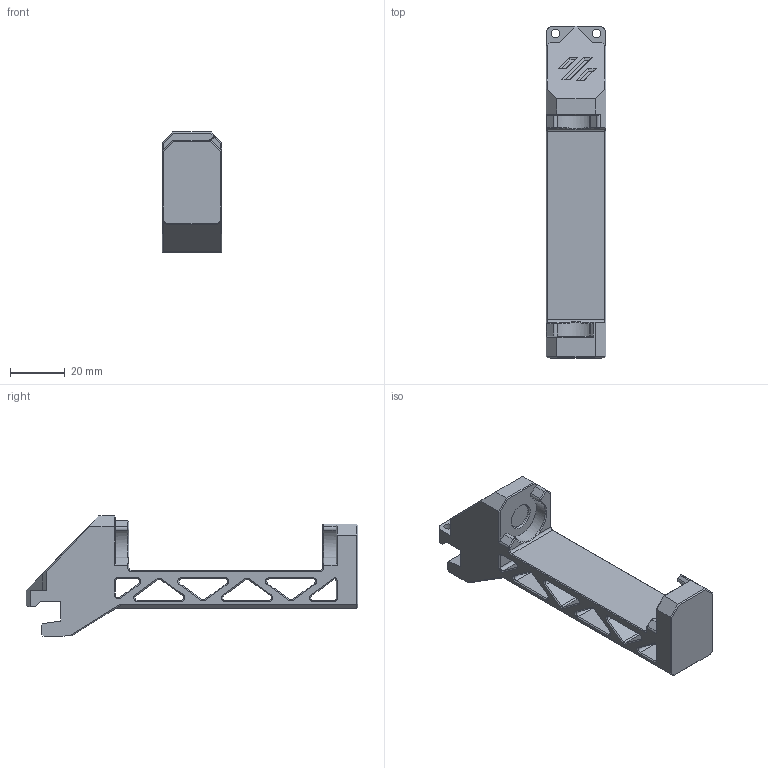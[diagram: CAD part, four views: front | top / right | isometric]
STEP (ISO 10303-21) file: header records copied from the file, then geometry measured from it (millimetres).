
FILE_DESCRIPTION(/* description */ ('STEP AP242','CAx-IF Rec.Pracs.---Representation and Presentation of Product Manufacturing Information (PMI)---4.0---2014-10-13','CAx-IF Rec.Pracs.---3D Tessellated Geometry---0.4---2014-09-14','2;1'),/* implementation_level */ '2;1');
FILE_NAME(/* name */ '65844bc5111d046090076671',/* time_stamp */ '2023-12-21T14:29:25Z',/* author */ (''),/* organization */ (''),/* preprocessor_version */ 'ST-DEVELOPER v19.4',/* originating_system */ ' ',/* authorisation */ ' ');
FILE_SCHEMA (('AP242_MANAGED_MODEL_BASED_3D_ENGINEERING_MIM_LF { 1 0 10303 442 1 1 4 }'));
Length unit declared in the file: metre
Products named in the file (1): Holder - Side Roll
Bounding box: 22 x 121.75 x 44.04 mm (x, y, z)
Volume: 40375.9 mm3; surface area: 16433.1 mm2
Topology: 1 solids, 1 shells, 236 faces, 578 edges, 347 vertices
Faces by surface type: plane 148, cone 53, cylinder 33, bspline 2
Full cylindrical faces by diameter (mm): 3.25 x2, 9 x2
Entity records: 6856 total; most frequent: CARTESIAN_POINT 1276, DIRECTION 1152, ORIENTED_EDGE 1136, EDGE_CURVE 568, LINE 434, VECTOR 434, AXIS2_PLACEMENT_3D 359, VERTEX_POINT 343
